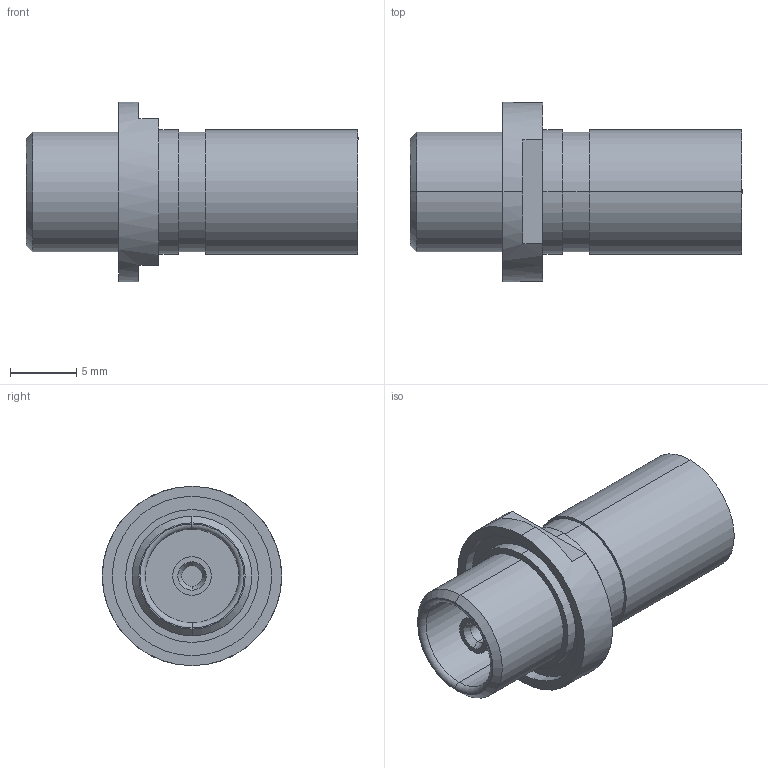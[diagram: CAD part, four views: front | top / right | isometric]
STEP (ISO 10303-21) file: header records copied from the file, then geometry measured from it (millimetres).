
FILE_DESCRIPTION (( 'STEP AP214' ), '1' );
FILE_NAME ('243-TRIAX_00.STEP', '2025-05-14T11:06:50', ( '' ), ( '' ), 'SwSTEP 2.0', 'SolidWorks 2022', '' );
FILE_SCHEMA (( 'AUTOMOTIVE_DESIGN' ));
Length unit declared in the file: millimetre
Products named in the file (1): 243-TRIAX_00
Bounding box: 25 x 13.5 x 13.5 mm (x, y, z)
Volume: 1265.3 mm3; surface area: 1770.9 mm2
Topology: 1 solids, 2 shells, 89 faces, 180 edges, 110 vertices
Faces by surface type: cylinder 34, plane 23, cone 18, torus 14
Entity records: 2390 total; most frequent: DIRECTION 480, CARTESIAN_POINT 380, ORIENTED_EDGE 360, AXIS2_PLACEMENT_3D 210, EDGE_CURVE 180, CIRCLE 120, VERTEX_POINT 110, EDGE_LOOP 106
